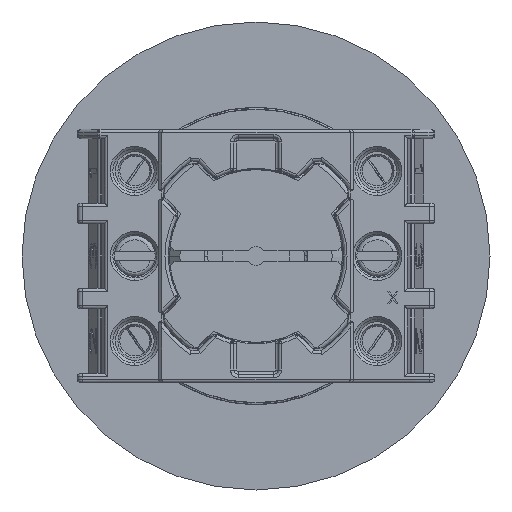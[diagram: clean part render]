
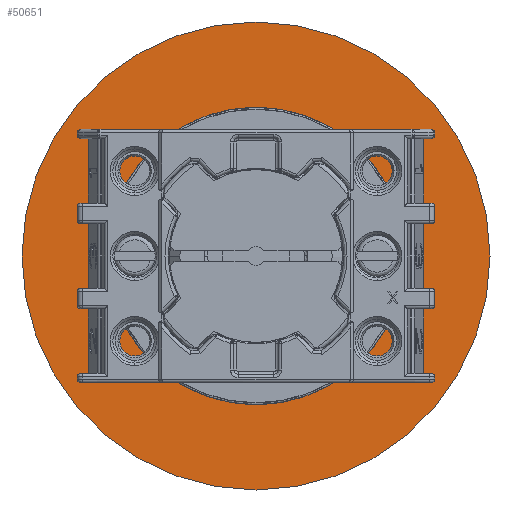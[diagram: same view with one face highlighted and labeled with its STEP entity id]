
A CAD part, front view. The second image highlights one B-rep face of the part: STEP entity #50651.
In plain terms, the highlighted planar face has unit normal (0, -1, 0).
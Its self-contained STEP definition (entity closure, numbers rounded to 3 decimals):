
#4819 = CARTESIAN_POINT ( 'NONE',  ( 0., 4., 0. ) ) ;
#8378 = AXIS2_PLACEMENT_3D ( 'NONE', #4819, #58907, #33509 ) ;
#9271 = EDGE_CURVE ( 'NONE', #61762, #54015, #39673, .T. ) ;
#9682 = CARTESIAN_POINT ( 'NONE',  ( 0., 4., 0. ) ) ;
#11571 = DIRECTION ( 'NONE',  ( 0., -1., 0. ) ) ;
#14561 = DIRECTION ( 'NONE',  ( 0., -1., 0. ) ) ;
#16448 = PLANE ( 'NONE',  #60337 ) ;
#16502 = ORIENTED_EDGE ( 'NONE', *, *, #9271, .T. ) ;
#17810 = CARTESIAN_POINT ( 'NONE',  ( 0., 4., -27.5 ) ) ;
#22821 = EDGE_CURVE ( 'NONE', #50431, #31228, #62735, .T. ) ;
#28960 = AXIS2_PLACEMENT_3D ( 'NONE', #9682, #14561, #44835 ) ;
#31228 = VERTEX_POINT ( 'NONE', #37601 ) ;
#33509 = DIRECTION ( 'NONE',  ( 0., 0., -1. ) ) ;
#36312 = CARTESIAN_POINT ( 'NONE',  ( 0., 4., 0. ) ) ;
#36488 = CIRCLE ( 'NONE', #8378, 16. ) ;
#36645 = FACE_OUTER_BOUND ( 'NONE', #64193, .T. ) ;
#36889 = CARTESIAN_POINT ( 'NONE',  ( 0., 4., 16. ) ) ;
#37601 = CARTESIAN_POINT ( 'NONE',  ( 0., 4., 27.5 ) ) ;
#38010 = DIRECTION ( 'NONE',  ( 0., -1., 0. ) ) ;
#39405 = EDGE_LOOP ( 'NONE', ( #16502, #43980 ) ) ;
#39673 = CIRCLE ( 'NONE', #59441, 16. ) ;
#40764 = ORIENTED_EDGE ( 'NONE', *, *, #47700, .T. ) ;
#43980 = ORIENTED_EDGE ( 'NONE', *, *, #51261, .T. ) ;
#44666 = CARTESIAN_POINT ( 'NONE',  ( 0., 4., 0. ) ) ;
#44835 = DIRECTION ( 'NONE',  ( 0., 0., -1. ) ) ;
#47355 = DIRECTION ( 'NONE',  ( 0., 0., -1. ) ) ;
#47700 = EDGE_CURVE ( 'NONE', #31228, #50431, #50777, .T. ) ;
#50431 = VERTEX_POINT ( 'NONE', #17810 ) ;
#50651 = ADVANCED_FACE ( 'NONE', ( #57117, #36645 ), #16448, .T. ) ;
#50777 = CIRCLE ( 'NONE', #28960, 27.5 ) ;
#51261 = EDGE_CURVE ( 'NONE', #54015, #61762, #36488, .T. ) ;
#51482 = ORIENTED_EDGE ( 'NONE', *, *, #22821, .T. ) ;
#54015 = VERTEX_POINT ( 'NONE', #36889 ) ;
#54471 = CARTESIAN_POINT ( 'NONE',  ( 0., 4., -16. ) ) ;
#55066 = DIRECTION ( 'NONE',  ( 0., 1., 0. ) ) ;
#56473 = AXIS2_PLACEMENT_3D ( 'NONE', #58170, #38010, #64076 ) ;
#57117 = FACE_BOUND ( 'NONE', #39405, .T. ) ;
#58170 = CARTESIAN_POINT ( 'NONE',  ( 0., 4., 0. ) ) ;
#58907 = DIRECTION ( 'NONE',  ( 0., 1., 0. ) ) ;
#59441 = AXIS2_PLACEMENT_3D ( 'NONE', #44666, #55066, #59668 ) ;
#59668 = DIRECTION ( 'NONE',  ( 0., 0., -1. ) ) ;
#60337 = AXIS2_PLACEMENT_3D ( 'NONE', #36312, #11571, #47355 ) ;
#61762 = VERTEX_POINT ( 'NONE', #54471 ) ;
#62735 = CIRCLE ( 'NONE', #56473, 27.5 ) ;
#64076 = DIRECTION ( 'NONE',  ( 0., 0., -1. ) ) ;
#64193 = EDGE_LOOP ( 'NONE', ( #51482, #40764 ) ) ;
